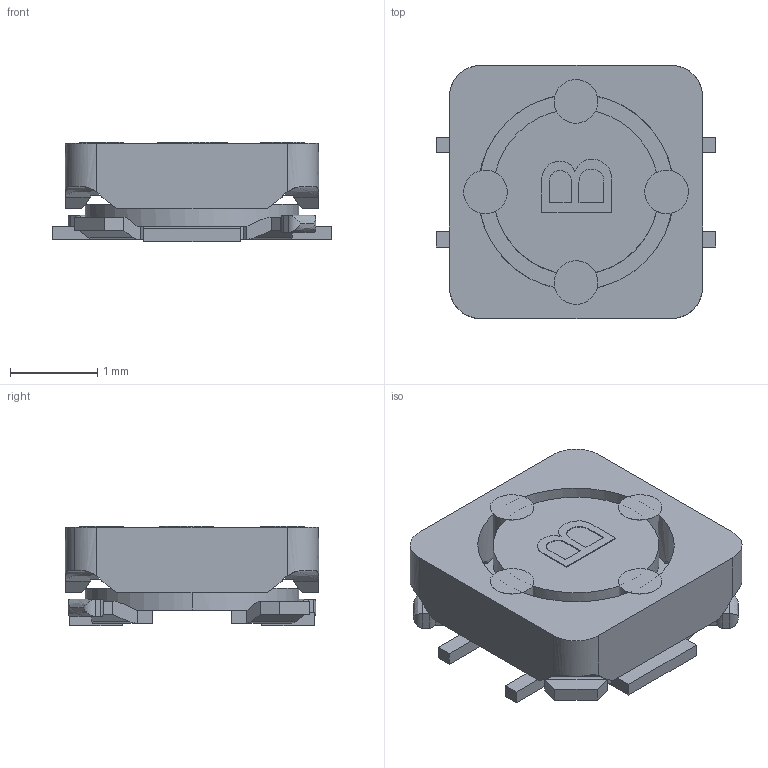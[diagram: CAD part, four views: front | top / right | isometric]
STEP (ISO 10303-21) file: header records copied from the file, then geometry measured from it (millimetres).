
FILE_DESCRIPTION( ('This file contains a STEP AP42 implementation' ,'as created by ZW3D STEP Interface translator.') ,'2;1' );
FILE_NAME( 'CS3012-S.stp' ,'1610 3.165149', (''), ('ZWCAD Software Co.'), 'Version 1.0', 'ZW3D to STEP translator', '' );
FILE_SCHEMA( ('CONFIG_CONTROL_DESIGN') );
Length unit declared in the file: millimetre
Products named in the file (1): 0
Bounding box: 3.2 x 2.9 x 1.14 mm (x, y, z)
Volume: 3.2 mm3; surface area: 57 mm2
Topology: 8 solids, 9 shells, 205 faces, 510 edges, 316 vertices
Faces by surface type: bspline 205
Entity records: 5900 total; most frequent: CARTESIAN_POINT 2856, ORIENTED_EDGE 1004, EDGE_CURVE 510, B_SPLINE_CURVE_WITH_KNOTS 388, VERTEX_POINT 316, EDGE_LOOP 212, FACE_OUTER_BOUND 205, ADVANCED_FACE 205
